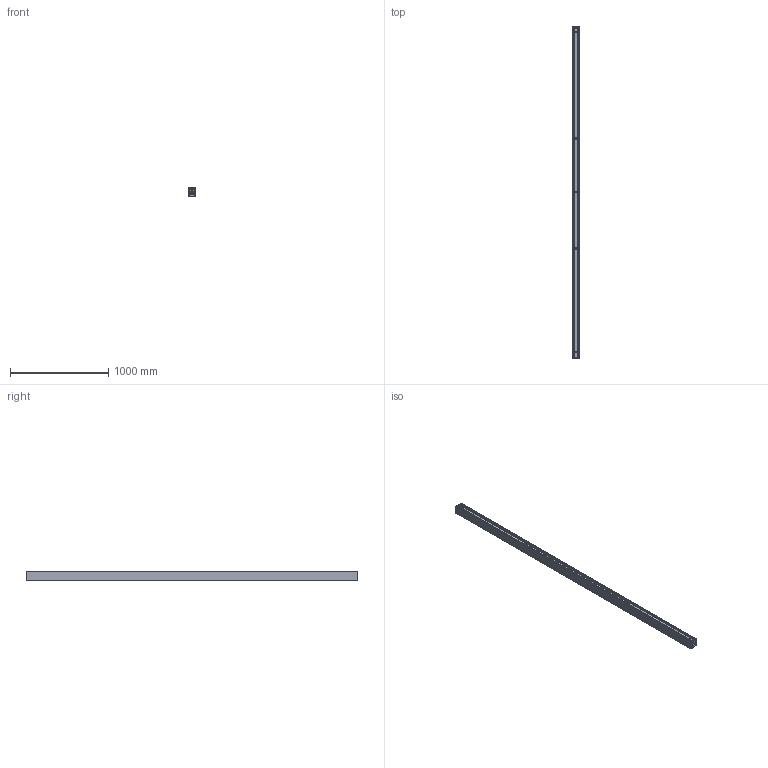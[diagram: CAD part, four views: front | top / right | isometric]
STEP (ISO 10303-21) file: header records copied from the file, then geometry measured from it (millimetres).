
FILE_DESCRIPTION(/* description */ ('This is a sample STEP configuration'),/* implementation_level */ '2;1');
FILE_NAME(/* name */ '728-202083xxxxxx _Simple.ipt_Rev_00.stp',/* time_stamp */ '2022-04-27T10:06:37+02:00',/* author */ ('powerJobs'),/* organization */ ('coolOrange'),/* preprocessor_version */ 'ST-DEVELOPER v18.1',/* originating_system */ 'Autodesk Inventor 2020',/* authorisation */ '');
FILE_SCHEMA (('AUTOMOTIVE_DESIGN { 1 0 10303 214 3 1 1 }'));
Products named in the file (1): ENG000025924
Bounding box: 76.2 x 3379 x 90.5 mm (x, y, z)
Volume: 4345061.6 mm3; surface area: 4716013.9 mm2
Topology: 1 solids, 1 shells, 2061 faces, 5442 edges, 3365 vertices
Faces by surface type: cylinder 932, plane 688, bspline 252, torus 88, sphere 72, cone 29
Full cylindrical faces by diameter (mm): 2.7 x2, 3.2 x9, 5.2 x3, 8.667 x2, 10 x2, 12 x1, 19 x3
Entity records: 73775 total; most frequent: CARTESIAN_POINT 20535, DIRECTION 10869, ORIENTED_EDGE 10852, EDGE_CURVE 5426, AXIS2_PLACEMENT_3D 4063, VERTEX_POINT 3365, LINE 2743, VECTOR 2743
